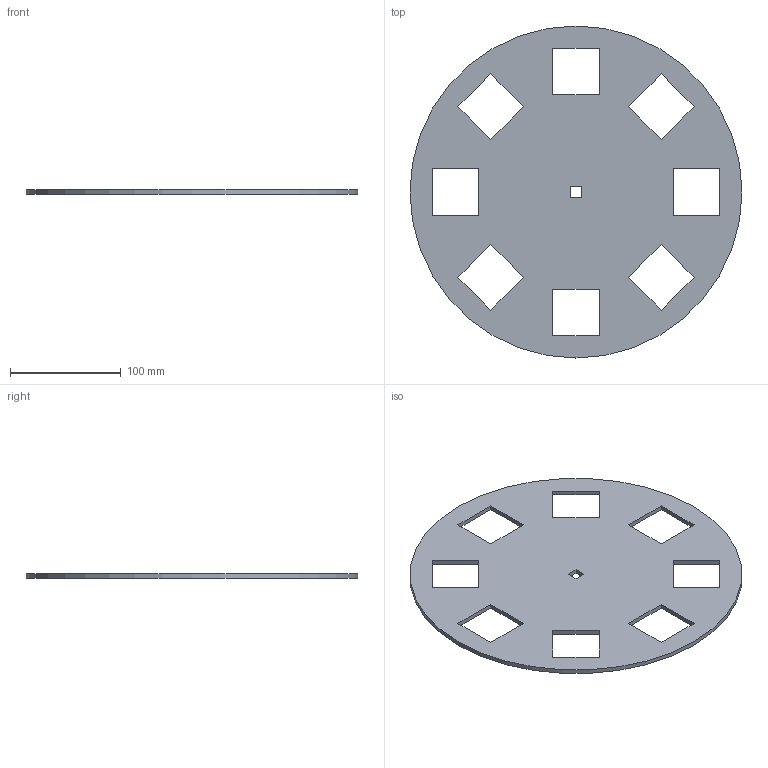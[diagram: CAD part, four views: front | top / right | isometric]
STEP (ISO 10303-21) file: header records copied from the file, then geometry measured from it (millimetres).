
FILE_DESCRIPTION(/* description */ (''),/* implementation_level */ '2;1');
FILE_NAME(/* name */ 'feeding_rotating_plate.stp',/* time_stamp */ '2024-03-19T18:45:59+02:00',/* author */ ('Ahmed Hawary'),/* organization */ (''),/* preprocessor_version */ 'ST-DEVELOPER v19.2',/* originating_system */ 'Autodesk Inventor 2024',/* authorisation */ '');
FILE_SCHEMA (('AUTOMOTIVE_DESIGN { 1 0 10303 214 3 1 1 }'));
Length unit declared in the file: millimetre
Products named in the file (1): feeding_rotating_plate
Bounding box: 300 x 300 x 4 mm (x, y, z)
Volume: 225895.3 mm3; surface area: 122253.6 mm2
Topology: 1 solids, 1 shells, 39 faces, 122 edges, 92 vertices
Faces by surface type: plane 38, cylinder 1
Full cylindrical faces by diameter (mm): 300 x1
Entity records: 1390 total; most frequent: CARTESIAN_POINT 243, ORIENTED_EDGE 222, DIRECTION 203, EDGE_CURVE 111, LINE 109, VECTOR 109, VERTEX_POINT 74, EDGE_LOOP 57
